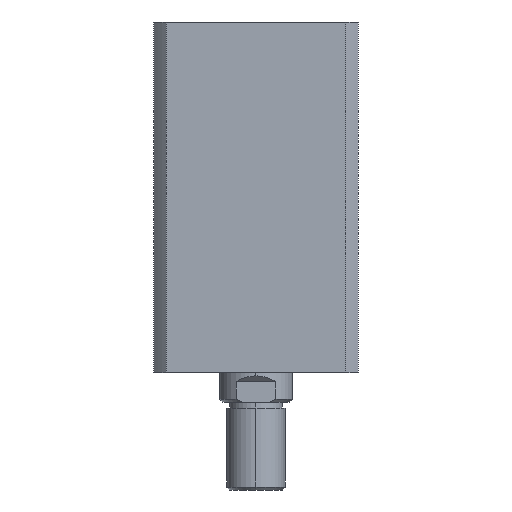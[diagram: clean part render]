
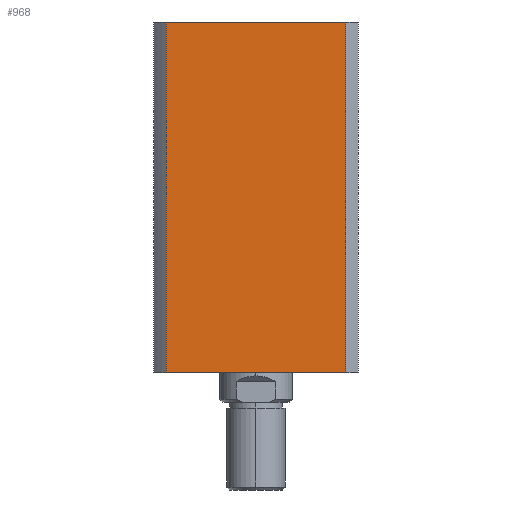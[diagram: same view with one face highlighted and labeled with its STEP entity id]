
A CAD part, left-side view. The second image highlights one B-rep face of the part: STEP entity #968.
In plain terms, the highlighted planar face has unit normal (-1, 0, 0).
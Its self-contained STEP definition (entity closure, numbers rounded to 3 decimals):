
#37 = VERTEX_POINT ( 'NONE', #1233 ) ;
#84 = VERTEX_POINT ( 'NONE', #1221 ) ;
#260 = VERTEX_POINT ( 'NONE', #1193 ) ;
#300 = VERTEX_POINT ( 'NONE', #1157 ) ;
#544 = DIRECTION ( 'NONE',  ( 0., -1., 0. ) ) ;
#548 = DIRECTION ( 'NONE',  ( 0., 0., -1. ) ) ;
#549 = CARTESIAN_POINT ( 'NONE',  ( -35., 0., 120. ) ) ;
#553 = CARTESIAN_POINT ( 'NONE',  ( -35., -30.615, 120. ) ) ;
#554 = DIRECTION ( 'NONE',  ( 0., 0., -1. ) ) ;
#555 = CARTESIAN_POINT ( 'NONE',  ( -35., 0., 0. ) ) ;
#556 = CARTESIAN_POINT ( 'NONE',  ( -35., 30.615, 120. ) ) ;
#557 = DIRECTION ( 'NONE',  ( 0., -1., 0. ) ) ;
#968 = ADVANCED_FACE ( 'NONE', ( #2095 ), #1396, .F. ) ;
#1157 = CARTESIAN_POINT ( 'NONE',  ( -35., 30.615, 120. ) ) ;
#1193 = CARTESIAN_POINT ( 'NONE',  ( -35., -30.615, 0. ) ) ;
#1221 = CARTESIAN_POINT ( 'NONE',  ( -35., -30.615, 120. ) ) ;
#1233 = CARTESIAN_POINT ( 'NONE',  ( -35., 30.615, 0. ) ) ;
#1351 = DIRECTION ( 'NONE',  ( 1., 0., 0. ) ) ;
#1370 = DIRECTION ( 'NONE',  ( 0., 0., -1. ) ) ;
#1396 = PLANE ( 'NONE',  #2849 ) ;
#1406 = CARTESIAN_POINT ( 'NONE',  ( -35., 0., 120. ) ) ;
#1408 = ORIENTED_EDGE ( 'NONE', *, *, #2677, .T. ) ;
#1409 = ORIENTED_EDGE ( 'NONE', *, *, #2676, .F. ) ;
#1410 = ORIENTED_EDGE ( 'NONE', *, *, #2675, .F. ) ;
#1411 = ORIENTED_EDGE ( 'NONE', *, *, #2679, .T. ) ;
#1945 = EDGE_LOOP ( 'NONE', ( #1408, #1409, #1410, #1411 ) ) ;
#2095 = FACE_OUTER_BOUND ( 'NONE', #1945, .T. ) ;
#2483 = LINE ( 'NONE', #549, #2490 ) ;
#2489 = LINE ( 'NONE', #553, #2492 ) ;
#2490 = VECTOR ( 'NONE', #544, 1000. ) ;
#2491 = LINE ( 'NONE', #555, #2494 ) ;
#2492 = VECTOR ( 'NONE', #554, 1000. ) ;
#2494 = VECTOR ( 'NONE', #557, 1000. ) ;
#2495 = LINE ( 'NONE', #556, #2497 ) ;
#2497 = VECTOR ( 'NONE', #548, 1000. ) ;
#2675 = EDGE_CURVE ( 'NONE', #300, #84, #2483, .T. ) ;
#2676 = EDGE_CURVE ( 'NONE', #84, #260, #2489, .T. ) ;
#2677 = EDGE_CURVE ( 'NONE', #37, #260, #2491, .T. ) ;
#2679 = EDGE_CURVE ( 'NONE', #300, #37, #2495, .T. ) ;
#2849 = AXIS2_PLACEMENT_3D ( 'NONE', #1406, #1351, #1370 ) ;
